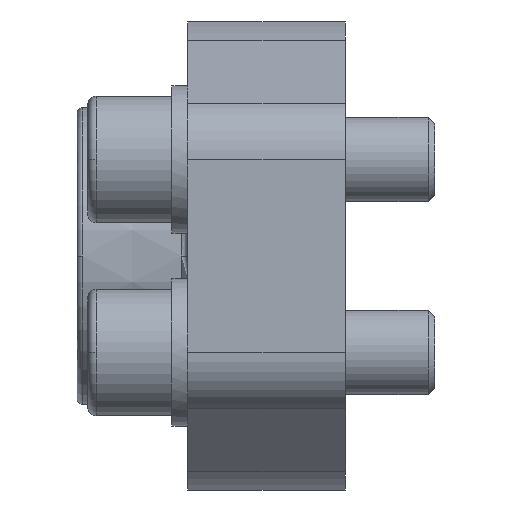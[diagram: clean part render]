
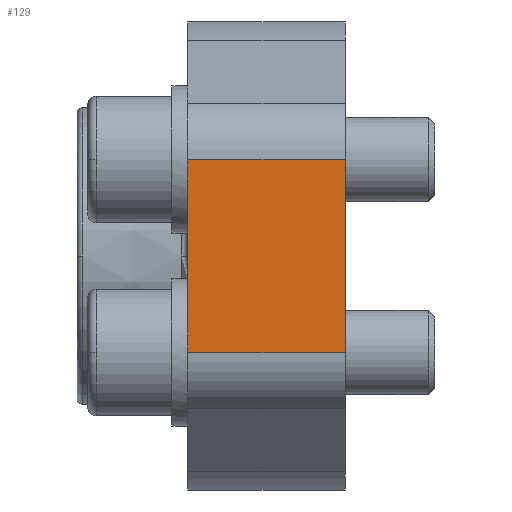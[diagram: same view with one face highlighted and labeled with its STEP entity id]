
A CAD part, front view. The second image highlights one B-rep face of the part: STEP entity #129.
In plain terms, the highlighted planar face has unit normal (0, -1, 0).
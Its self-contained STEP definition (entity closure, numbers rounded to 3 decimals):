
#129=ADVANCED_FACE('',(#335),#336,.T.);
#335=FACE_OUTER_BOUND('',#664,.T.);
#336=PLANE('',#665);
#664=EDGE_LOOP('',(#1316,#1317,#1318,#1319,#1320,#1321));
#665=AXIS2_PLACEMENT_3D('',#1322,#1323,#1324);
#1316=ORIENTED_EDGE('',*,*,#2243,.F.);
#1317=ORIENTED_EDGE('',*,*,#2287,.T.);
#1318=ORIENTED_EDGE('',*,*,#2268,.F.);
#1319=ORIENTED_EDGE('',*,*,#2288,.F.);
#1320=ORIENTED_EDGE('',*,*,#2289,.T.);
#1321=ORIENTED_EDGE('',*,*,#2285,.T.);
#1322=CARTESIAN_POINT('',(0.,-51.5,0.));
#1323=DIRECTION('',(-0.0,-1.0,0.0));
#1324=DIRECTION('',(0.,0.0,1.0));
#2243=EDGE_CURVE('',#2880,#2883,#2884,.T.);
#2268=EDGE_CURVE('',#2918,#2913,#2920,.T.);
#2285=EDGE_CURVE('',#2942,#2883,#2943,.T.);
#2287=EDGE_CURVE('',#2880,#2913,#2945,.T.);
#2288=EDGE_CURVE('',#2946,#2918,#2947,.T.);
#2289=EDGE_CURVE('',#2946,#2942,#2948,.T.);
#2880=VERTEX_POINT('',#3646);
#2883=VERTEX_POINT('',#3649);
#2884=LINE('',#3650,#3651);
#2913=VERTEX_POINT('',#3685);
#2918=VERTEX_POINT('',#3691);
#2920=LINE('',#3693,#3694);
#2942=VERTEX_POINT('',#3721);
#2943=LINE('',#3722,#3723);
#2945=LINE('',#3725,#3726);
#2946=VERTEX_POINT('',#3727);
#2947=LINE('',#3728,#3729);
#2948=LINE('',#3730,#3731);
#3646=CARTESIAN_POINT('',(-30.0,-51.5,10.816));
#3649=CARTESIAN_POINT('',(-30.0,-51.5,18.35));
#3650=CARTESIAN_POINT('',(-30.0,-51.5,5.675));
#3651=VECTOR('',#5018,1.0);
#3685=CARTESIAN_POINT('',(-30.0,-51.5,-10.816));
#3691=CARTESIAN_POINT('',(-30.0,-51.5,-18.35));
#3693=CARTESIAN_POINT('',(-30.0,-51.5,-12.675));
#3694=VECTOR('',#5079,1.0);
#3721=CARTESIAN_POINT('',(0.,-51.5,18.35));
#3722=CARTESIAN_POINT('',(0.,-51.5,18.35));
#3723=VECTOR('',#5118,1.0);
#3725=CARTESIAN_POINT('',(-30.0,-51.5,-18.35));
#3726=VECTOR('',#5122,1.0);
#3727=CARTESIAN_POINT('',(0.,-51.5,-18.35));
#3728=CARTESIAN_POINT('',(0.,-51.5,-18.35));
#3729=VECTOR('',#5123,1.0);
#3730=CARTESIAN_POINT('',(0.,-51.5,-18.35));
#3731=VECTOR('',#5124,1.0);
#5018=DIRECTION('',(0.,0.0,1.0));
#5079=DIRECTION('',(0.,0.0,1.0));
#5118=DIRECTION('',(-1.0,0.0,0.));
#5122=DIRECTION('',(0.,-0.0,-1.0));
#5123=DIRECTION('',(-1.0,0.0,0.));
#5124=DIRECTION('',(0.,0.0,1.0));
